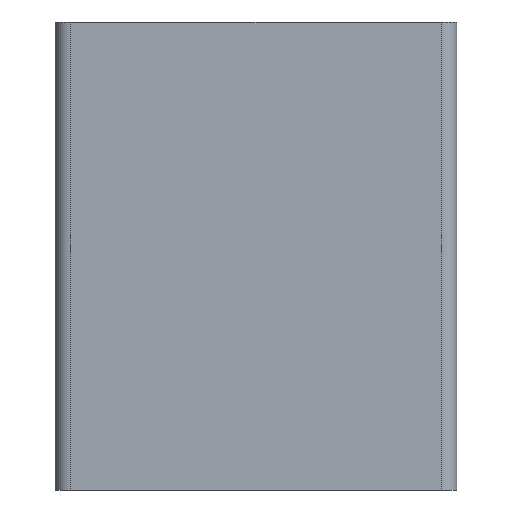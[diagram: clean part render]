
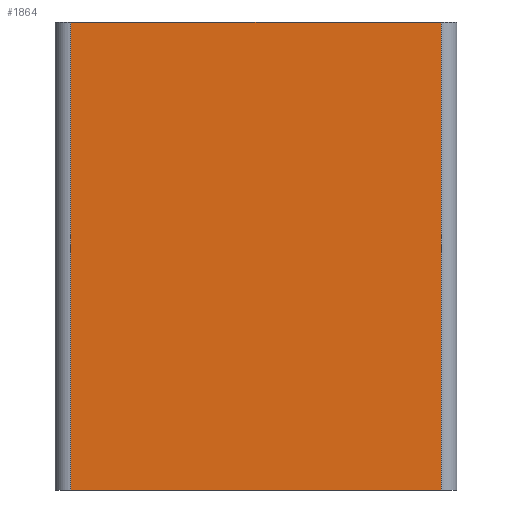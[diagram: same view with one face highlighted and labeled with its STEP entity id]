
A CAD part, front view. The second image highlights one B-rep face of the part: STEP entity #1864.
In plain terms, the highlighted planar face has unit normal (0, -1, 0).
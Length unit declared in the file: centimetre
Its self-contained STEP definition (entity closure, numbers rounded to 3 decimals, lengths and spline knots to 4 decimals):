
#136=PLANE('',#1966);
#226=VECTOR('',#2125,1.);
#227=VECTOR('',#2129,1.);
#228=VECTOR('',#2130,1.);
#229=VECTOR('',#2131,1.);
#458=LINE('',#2533,#226);
#459=LINE('',#2537,#227);
#460=LINE('',#2539,#228);
#461=LINE('',#2541,#229);
#691=VERTEX_POINT('',#2532);
#692=VERTEX_POINT('',#2534);
#693=VERTEX_POINT('',#2538);
#694=VERTEX_POINT('',#2540);
#909=EDGE_CURVE('',#692,#691,#458,.T.);
#911=EDGE_CURVE('',#691,#693,#459,.T.);
#912=EDGE_CURVE('',#694,#693,#460,.T.);
#913=EDGE_CURVE('',#694,#692,#461,.T.);
#1185=ORIENTED_EDGE('',*,*,#911,.T.);
#1186=ORIENTED_EDGE('',*,*,#912,.F.);
#1187=ORIENTED_EDGE('',*,*,#913,.T.);
#1188=ORIENTED_EDGE('',*,*,#909,.T.);
#1680=EDGE_LOOP('',(#1185,#1186,#1187,#1188));
#1772=FACE_BOUND('',#1680,.T.);
#1864=ADVANCED_FACE('',(#1772),#136,.T.);
#1966=AXIS2_PLACEMENT_3D('',#2536,#2128,$);
#2125=DIRECTION('',(0.,0.,1.));
#2128=DIRECTION('',(0.,-1.,0.));
#2129=DIRECTION('',(-1.,0.,0.));
#2130=DIRECTION('',(0.,0.,1.));
#2131=DIRECTION('',(1.,0.,0.));
#2532=CARTESIAN_POINT('',(4.75,-1.525,12.));
#2533=CARTESIAN_POINT('',(4.75,-1.525,0.));
#2534=CARTESIAN_POINT('',(4.75,-1.525,0.));
#2536=CARTESIAN_POINT('',(0.,-1.525,0.));
#2537=CARTESIAN_POINT('',(-4.75,-1.525,12.));
#2538=CARTESIAN_POINT('',(-4.75,-1.525,12.));
#2539=CARTESIAN_POINT('',(-4.75,-1.525,0.));
#2540=CARTESIAN_POINT('',(-4.75,-1.525,0.));
#2541=CARTESIAN_POINT('',(-4.75,-1.525,0.));
